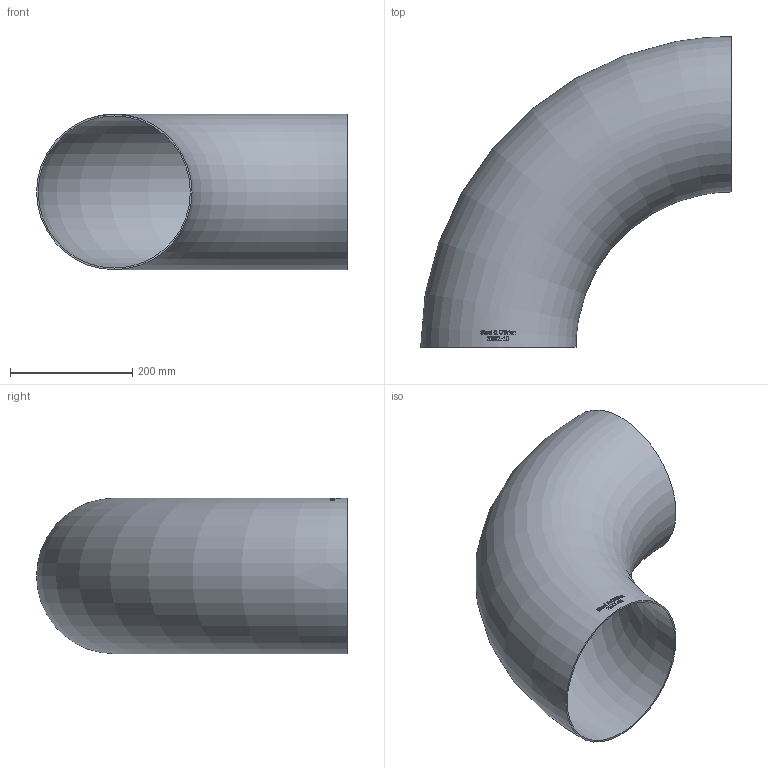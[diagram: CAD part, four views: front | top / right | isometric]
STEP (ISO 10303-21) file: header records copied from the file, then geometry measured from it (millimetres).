
FILE_DESCRIPTION(/* description */ (''),/* implementation_level */ '2;1');
FILE_NAME(/* name */ '2WCL-10.stp',/* time_stamp */ '2019-01-11T11:57:25-05:00',/* author */ ('rick'),/* organization */ (''),/* preprocessor_version */ 'ST-DEVELOPER v15.2',/* originating_system */ 'Autodesk Inventor 2014',/* authorisation */ '');
FILE_SCHEMA (('AUTOMOTIVE_DESIGN { 1 0 10303 214 3 1 1 }'));
Length unit declared in the file: inch
Products named in the file (1): 2WCL-10
Bounding box: 508 x 508 x 254 mm (x, y, z)
Volume: 1307738.7 mm3; surface area: 949145.6 mm2
Topology: 1 solids, 1 shells, 316 faces, 852 edges, 568 vertices
Faces by surface type: bspline 159, plane 125, torus 32
Entity records: 13037 total; most frequent: CARTESIAN_POINT 6629, ORIENTED_EDGE 1700, EDGE_CURVE 850, DIRECTION 606, VERTEX_POINT 568, B_SPLINE_CURVE_WITH_KNOTS 564, EDGE_LOOP 350, ADVANCED_FACE 316
